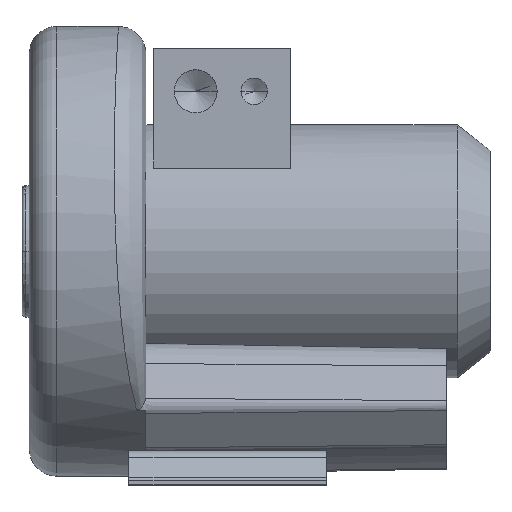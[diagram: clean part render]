
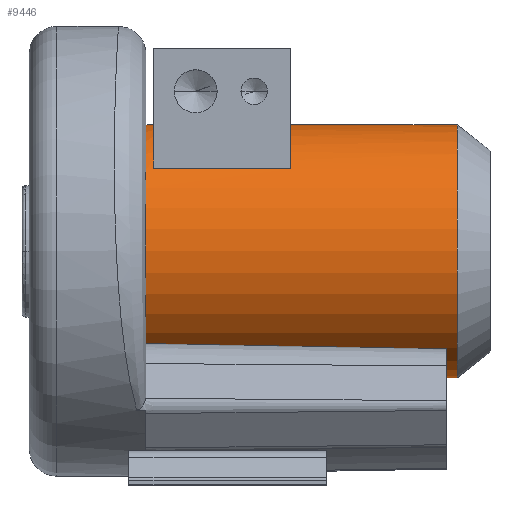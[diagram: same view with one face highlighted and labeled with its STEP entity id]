
A CAD part, top view. The second image highlights one B-rep face of the part: STEP entity #9446.
In plain terms, the highlighted cylindrical face has radius 69.25 mm (diameter 138.5 mm), a partial arc.
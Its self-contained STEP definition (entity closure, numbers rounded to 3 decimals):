
#1498=CARTESIAN_POINT('',(0.,0.,0.));
#1499=DIRECTION('',(1.,0.,0.));
#1500=DIRECTION('',(0.,1.,0.));
#1501=AXIS2_PLACEMENT_3D('',#1498,#1499,#1500);
#2656=DIRECTION('',(-1.,0.,0.));
#2657=VECTOR('',#2656,91.);
#2658=CARTESIAN_POINT('',(170.2,69.25,
0.));
#2659=LINE('',#2658,#2657);
#2664=DIRECTION('',(-1.,0.,0.));
#2665=VECTOR('',#2664,4.2);
#2666=CARTESIAN_POINT('',(4.2,69.25,0.));
#2667=LINE('',#2666,#2665);
#2691=CARTESIAN_POINT('',(170.2,0.,0.));
#2692=DIRECTION('',(1.,0.,0.));
#2693=DIRECTION('',(0.,1.,0.));
#2694=AXIS2_PLACEMENT_3D('',#2691,#2692,#2693);
#2696=DIRECTION('',(-1.,0.,0.));
#2697=VECTOR('',#2696,170.2);
#2698=CARTESIAN_POINT('',(170.2,-69.25,
0.));
#2699=LINE('',#2698,#2697);
#2700=DIRECTION('',(1.,0.,0.));
#2701=VECTOR('',#2700,75.);
#2702=CARTESIAN_POINT('',(4.2,45.,52.636));
#2703=LINE('',#2702,#2701);
#2713=CARTESIAN_POINT('',(4.2,0.,0.));
#2714=DIRECTION('',(-1.,0.,0.));
#2715=DIRECTION('',(0.,0.841,0.542));
#2716=AXIS2_PLACEMENT_3D('',#2713,#2714,#2715);
#2777=CARTESIAN_POINT('',(79.2,0.,0.));
#2778=DIRECTION('',(1.,0.,0.));
#2779=DIRECTION('',(0.,1.,0.));
#2780=AXIS2_PLACEMENT_3D('',#2777,#2778,#2779);
#2814=CARTESIAN_POINT('',(79.2,0.,0.));
#2815=DIRECTION('',(1.,0.,0.));
#2816=DIRECTION('',(0.,0.841,0.542));
#2817=AXIS2_PLACEMENT_3D('',#2814,#2815,#2816);
#2835=CARTESIAN_POINT('',(4.2,0.,0.));
#2836=DIRECTION('',(-1.,0.,0.));
#2837=DIRECTION('',(0.,0.65,0.76));
#2838=AXIS2_PLACEMENT_3D('',#2835,#2836,#2837);
#4809=CARTESIAN_POINT('',(0.,-69.25,0.));
#4810=CARTESIAN_POINT('',(0.,69.25,0.));
#4811=VERTEX_POINT('',#4809);
#4812=VERTEX_POINT('',#4810);
#4813=CARTESIAN_POINT('',(170.2,69.25,
0.));
#4814=CARTESIAN_POINT('',(79.2,69.25,0.));
#4815=VERTEX_POINT('',#4813);
#4816=VERTEX_POINT('',#4814);
#4825=CARTESIAN_POINT('',(4.2,69.25,0.));
#4826=VERTEX_POINT('',#4825);
#4827=CARTESIAN_POINT('',(170.2,-69.25,
0.));
#4828=VERTEX_POINT('',#4827);
#4833=CARTESIAN_POINT('',(4.2,58.218,37.5));
#4834=VERTEX_POINT('',#4833);
#4835=CARTESIAN_POINT('',(4.2,45.,52.636));
#4836=VERTEX_POINT('',#4835);
#4837=CARTESIAN_POINT('',(79.2,45.,52.636));
#4838=VERTEX_POINT('',#4837);
#4839=CARTESIAN_POINT('',(79.2,58.218,37.5));
#4840=VERTEX_POINT('',#4839);
#9424=CARTESIAN_POINT('',(0.,0.,0.));
#9425=DIRECTION('',(1.,0.,0.));
#9426=DIRECTION('',(0.,-1.,0.));
#9427=AXIS2_PLACEMENT_3D('',#9424,#9425,#9426);
#9428=CYLINDRICAL_SURFACE('',#9427,69.25);
#9429=ORIENTED_EDGE('',*,*,#9408,.T.);
#9430=ORIENTED_EDGE('',*,*,#9380,.T.);
#9431=ORIENTED_EDGE('',*,*,#7032,.F.);
#9432=ORIENTED_EDGE('',*,*,#9377,.F.);
#9434=ORIENTED_EDGE('',*,*,#9433,.F.);
#9436=ORIENTED_EDGE('',*,*,#9435,.F.);
#9438=ORIENTED_EDGE('',*,*,#9437,.T.);
#9440=ORIENTED_EDGE('',*,*,#9439,.F.);
#9442=ORIENTED_EDGE('',*,*,#9441,.F.);
#9443=ORIENTED_EDGE('',*,*,#9365,.F.);
#9444=EDGE_LOOP('',(#9429,#9430,#9431,#9432,#9434,#9436,#9438,#9440,#9442,
#9443));
#9445=FACE_OUTER_BOUND('',#9444,.F.);
#9446=ADVANCED_FACE('',(#9445),#9428,.T.);
#1502=CIRCLE('',#1501,69.25);
#2695=CIRCLE('',#2694,69.25);
#2717=CIRCLE('',#2716,69.25);
#2781=CIRCLE('',#2780,69.25);
#2818=CIRCLE('',#2817,69.25);
#2839=CIRCLE('',#2838,69.25);
#7032=EDGE_CURVE('',#4812,#4811,#1502,.T.);
#9365=EDGE_CURVE('',#4815,#4816,#2659,.T.);
#9377=EDGE_CURVE('',#4826,#4812,#2667,.T.);
#9380=EDGE_CURVE('',#4828,#4811,#2699,.T.);
#9408=EDGE_CURVE('',#4815,#4828,#2695,.T.);
#9433=EDGE_CURVE('',#4834,#4826,#2717,.T.);
#9435=EDGE_CURVE('',#4836,#4834,#2839,.T.);
#9437=EDGE_CURVE('',#4836,#4838,#2703,.T.);
#9439=EDGE_CURVE('',#4840,#4838,#2818,.T.);
#9441=EDGE_CURVE('',#4816,#4840,#2781,.T.);
